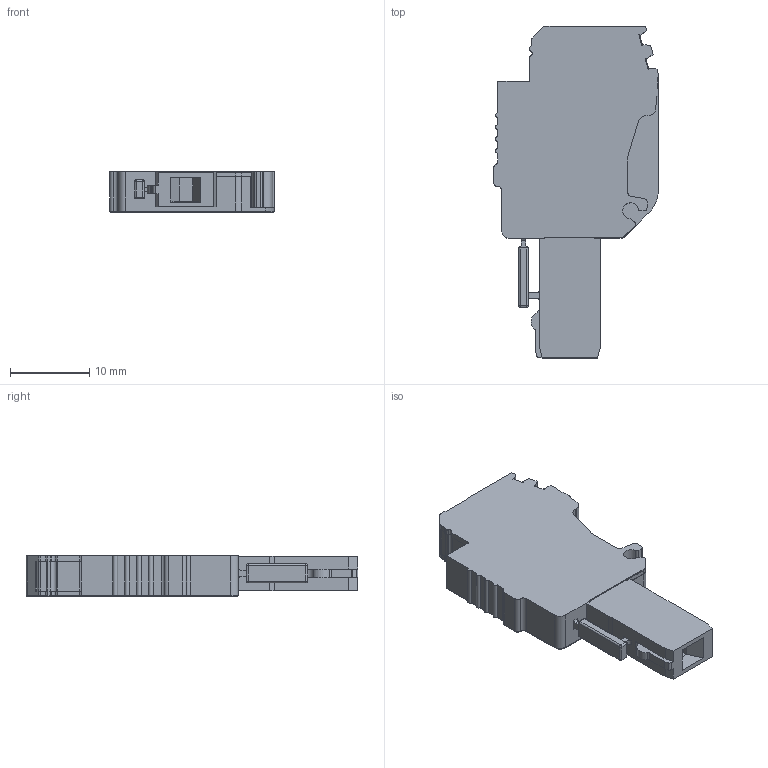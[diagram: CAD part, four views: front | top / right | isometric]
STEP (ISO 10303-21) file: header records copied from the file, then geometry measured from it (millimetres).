
FILE_DESCRIPTION (( 'STEP AP214' ), '1' );
FILE_NAME ('310539_SG_PT 2.5CS_1L_Grey.STEP', '2017-09-28T08:24:51', ( '' ), ( '' ), 'SwSTEP 2.0', 'SolidWorks 2017', '' );
FILE_SCHEMA (( 'AUTOMOTIVE_DESIGN' ));
Length unit declared in the file: millimetre
Products named in the file (1): 310539_SG_PT 2.5CS_1L_Grey
Bounding box: 20.78 x 41.9 x 5.15 mm (x, y, z)
Volume: 2840 mm3; surface area: 1984.4 mm2
Topology: 1 solids, 2 shells, 291 faces, 817 edges, 528 vertices
Faces by surface type: plane 188, cylinder 95, sphere 8
Entity records: 9317 total; most frequent: CARTESIAN_POINT 1638, ORIENTED_EDGE 1618, DIRECTION 1583, EDGE_CURVE 809, VECTOR 613, LINE 613, VERTEX_POINT 528, AXIS2_PLACEMENT_3D 485
